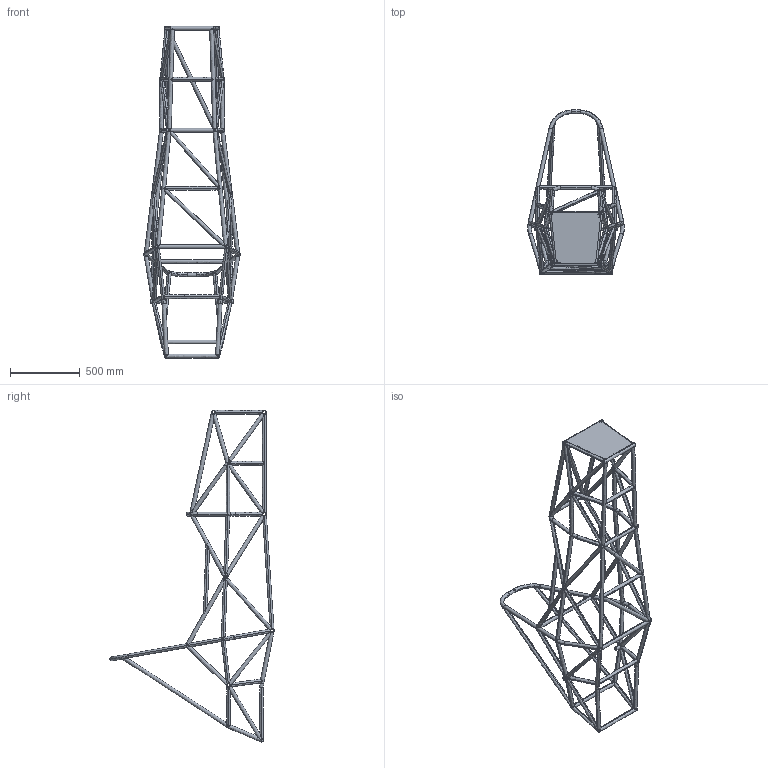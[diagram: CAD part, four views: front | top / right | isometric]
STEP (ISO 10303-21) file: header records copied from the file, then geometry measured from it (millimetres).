
FILE_DESCRIPTION(('FreeCAD Model'),'2;1');
FILE_NAME('Open CASCADE Shape Model','2025-05-01T08:33:20',('FreeCAD'),( 'FreeCAD'),'Open CASCADE STEP processor 7.6','FreeCAD','Unknown');
FILE_SCHEMA(('AUTOMOTIVE_DESIGN { 1 0 10303 214 1 1 1 1 }'));
Products named in the file (1): Open CASCADE STEP translator 7.6 1
Bounding box: 692.76 x 1173.76 x 2373.74 mm (x, y, z)
Volume: 8912090 mm3; surface area: 5568975.2 mm2
Topology: 91 solids, 91 shells, 780 faces, 2132 edges, 1456 vertices
Faces by surface type: bspline 780
Entity records: 40489 total; most frequent: CARTESIAN_POINT 28793, ORIENTED_EDGE 4264, EDGE_CURVE 2132, VERTEX_POINT 1456, B_SPLINE_CURVE_WITH_KNOTS 1015, FACE_BOUND 882, EDGE_LOOP 882, ADVANCED_FACE 780
